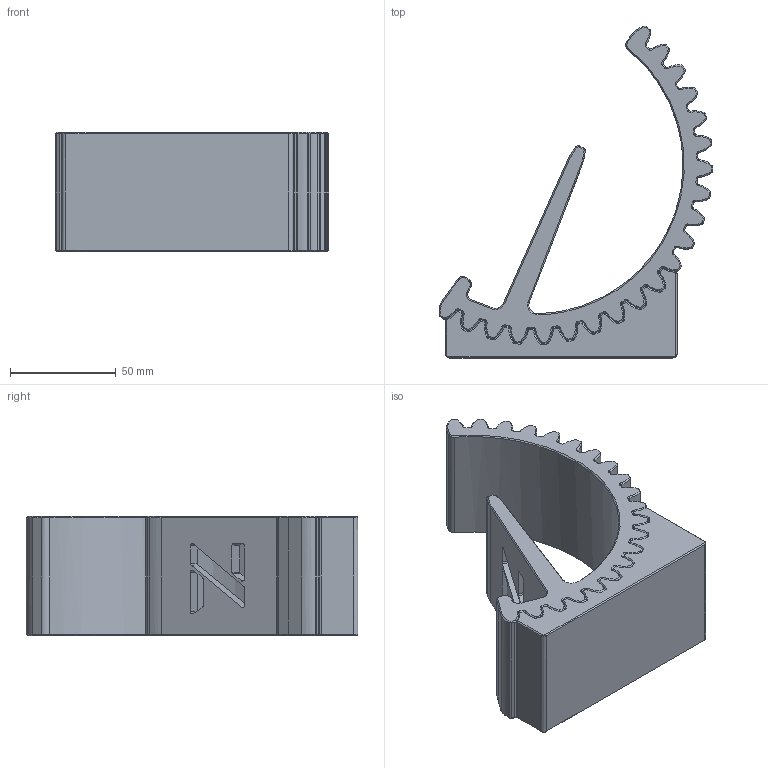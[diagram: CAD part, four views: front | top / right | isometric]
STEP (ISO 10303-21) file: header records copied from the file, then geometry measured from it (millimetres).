
FILE_DESCRIPTION(('FreeCAD Model'),'2;1');
FILE_NAME('Open CASCADE Shape Model','2025-05-03T17:23:29',('FreeCAD'),( 'FreeCAD'),'Open CASCADE STEP processor 7.6','FreeCAD','Unknown');
FILE_SCHEMA(('AUTOMOTIVE_DESIGN { 1 0 10303 214 1 1 1 1 }'));
Products named in the file (1): Open CASCADE STEP translator 7.6 1
Bounding box: 129.29 x 156.71 x 56.21 mm (x, y, z)
Volume: 293927.2 mm3; surface area: 78773.6 mm2
Topology: 2 solids, 2 shells, 963 faces, 2290 edges, 1334 vertices
Faces by surface type: bspline 963
Entity records: 32932 total; most frequent: CARTESIAN_POINT 20247, ORIENTED_EDGE 4580, EDGE_CURVE 2290, VERTEX_POINT 1334, B_SPLINE_CURVE_WITH_KNOTS 1296, FACE_BOUND 972, EDGE_LOOP 972, ADVANCED_FACE 963
